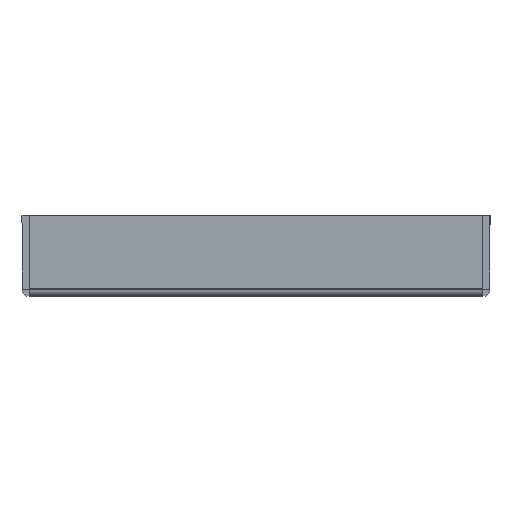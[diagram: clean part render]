
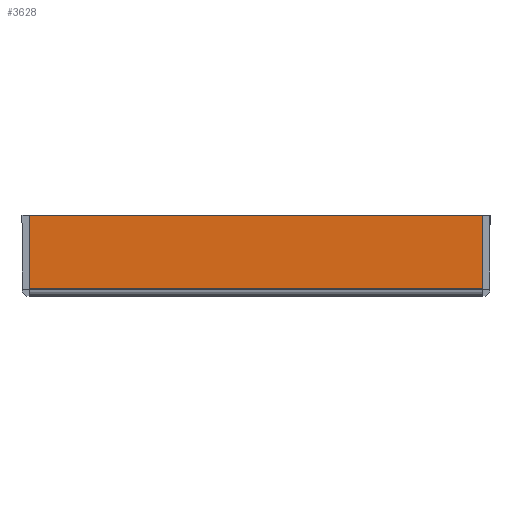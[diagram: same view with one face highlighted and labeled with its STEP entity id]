
A CAD part, left-side view. The second image highlights one B-rep face of the part: STEP entity #3628.
In plain terms, the highlighted planar face has unit normal (-1, 0, 0).
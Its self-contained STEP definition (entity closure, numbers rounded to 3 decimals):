
#80 = DIRECTION ( 'NONE',  ( 1., 0., 0. ) ) ;
#88 = CARTESIAN_POINT ( 'NONE',  ( -848.5, -45.99, 1.5 ) ) ;
#91 = DIRECTION ( 'NONE',  ( 0., 0., -1. ) ) ;
#95 = PLANE ( 'NONE',  #2053 ) ;
#175 = CARTESIAN_POINT ( 'NONE',  ( -848.5, 45.99, 16.5 ) ) ;
#341 = CARTESIAN_POINT ( 'NONE',  ( -848.5, -45.99, 16.5 ) ) ;
#389 = CARTESIAN_POINT ( 'NONE',  ( -848.5, -45.99, 1.6 ) ) ;
#406 = CARTESIAN_POINT ( 'NONE',  ( -848.5, 45.99, 1.6 ) ) ;
#504 = EDGE_LOOP ( 'NONE', ( #1321, #1162, #1310, #1313 ) ) ;
#1015 = EDGE_CURVE ( 'NONE', #2401, #2350, #1390, .T. ) ;
#1026 = EDGE_CURVE ( 'NONE', #2350, #2477, #1372, .T. ) ;
#1028 = EDGE_CURVE ( 'NONE', #2448, #2401, #1376, .T. ) ;
#1032 = EDGE_CURVE ( 'NONE', #2448, #2477, #1361, .T. ) ;
#1162 = ORIENTED_EDGE ( 'NONE', *, *, #1028, .T. ) ;
#1310 = ORIENTED_EDGE ( 'NONE', *, *, #1015, .T. ) ;
#1313 = ORIENTED_EDGE ( 'NONE', *, *, #1026, .T. ) ;
#1321 = ORIENTED_EDGE ( 'NONE', *, *, #1032, .F. ) ;
#1361 = LINE ( 'NONE', #1915, #1367 ) ;
#1367 = VECTOR ( 'NONE', #1925, 1000. ) ;
#1368 = VECTOR ( 'NONE', #1916, 1000. ) ;
#1372 = LINE ( 'NONE', #1912, #1380 ) ;
#1376 = LINE ( 'NONE', #1928, #1368 ) ;
#1380 = VECTOR ( 'NONE', #1931, 1000. ) ;
#1389 = VECTOR ( 'NONE', #2268, 1000. ) ;
#1390 = LINE ( 'NONE', #2270, #1389 ) ;
#1912 = CARTESIAN_POINT ( 'NONE',  ( -848.5, 45.99, 1.5 ) ) ;
#1915 = CARTESIAN_POINT ( 'NONE',  ( -848.5, -45.99, 1.6 ) ) ;
#1916 = DIRECTION ( 'NONE',  ( 0., 0., 1. ) ) ;
#1925 = DIRECTION ( 'NONE',  ( 0., 1., 0. ) ) ;
#1928 = CARTESIAN_POINT ( 'NONE',  ( -848.5, -45.99, 16.5 ) ) ;
#1931 = DIRECTION ( 'NONE',  ( 0., 0., -1. ) ) ;
#2053 = AXIS2_PLACEMENT_3D ( 'NONE', #88, #80, #91 ) ;
#2268 = DIRECTION ( 'NONE',  ( 0., 1., 0. ) ) ;
#2270 = CARTESIAN_POINT ( 'NONE',  ( -848.5, 45.99, 16.5 ) ) ;
#2350 = VERTEX_POINT ( 'NONE', #175 ) ;
#2401 = VERTEX_POINT ( 'NONE', #341 ) ;
#2448 = VERTEX_POINT ( 'NONE', #389 ) ;
#2477 = VERTEX_POINT ( 'NONE', #406 ) ;
#3139 = FACE_OUTER_BOUND ( 'NONE', #504, .T. ) ;
#3628 = ADVANCED_FACE ( 'NONE', ( #3139 ), #95, .F. ) ;
